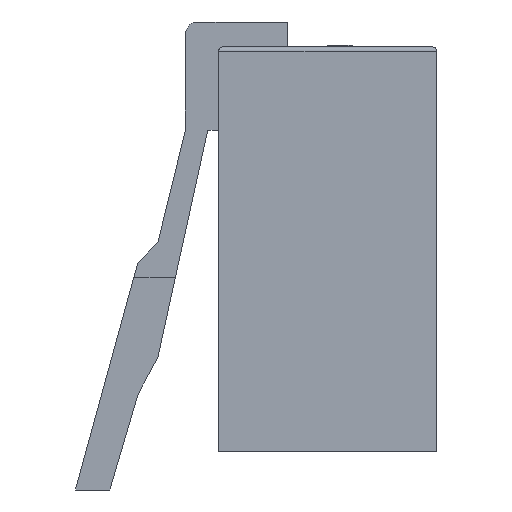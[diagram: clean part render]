
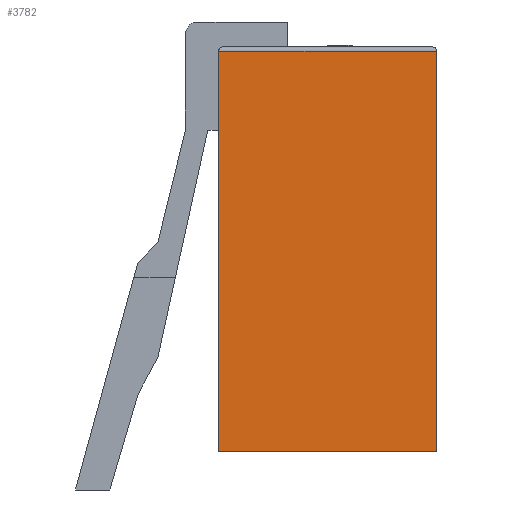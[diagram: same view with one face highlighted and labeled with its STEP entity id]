
A CAD part, left-side view. The second image highlights one B-rep face of the part: STEP entity #3782.
In plain terms, the highlighted planar face has unit normal (-1, 0, 0).
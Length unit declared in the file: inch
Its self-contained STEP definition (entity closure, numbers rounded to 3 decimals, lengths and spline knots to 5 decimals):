
#1673 = DIRECTION ( 'NONE',  ( 0., 1., 0. ) ) ;
#1674 = DIRECTION ( 'NONE',  ( 1., 0., 0. ) ) ;
#1675 = CARTESIAN_POINT ( 'NONE',  ( -0.1895, 0.131, 0.243 ) ) ;
#1676 = AXIS2_PLACEMENT_3D ( 'NONE', #1675, #1674, #1673 ) ;
#1677 = PLANE ( 'NONE',  #1676 ) ;
#1678 = FACE_OUTER_BOUND ( 'NONE', #3783, .T. ) ;
#1683 = DIRECTION ( 'NONE',  ( 0., 1., 0. ) ) ;
#1684 = VECTOR ( 'NONE', #1683, 39.37008 ) ;
#1685 = CARTESIAN_POINT ( 'NONE',  ( -0.1895, 0.131, 0.238 ) ) ;
#1686 = LINE ( 'NONE', #1685, #1684 ) ;
#1721 = DIRECTION ( 'NONE',  ( 0., -1., 0. ) ) ;
#1722 = VECTOR ( 'NONE', #1721, 39.37008 ) ;
#1723 = CARTESIAN_POINT ( 'NONE',  ( -0.1895, 0.131, -0.243 ) ) ;
#1724 = LINE ( 'NONE', #1723, #1722 ) ;
#2387 = EDGE_CURVE ( 'NONE', #2393, #2401, #4630, .T. ) ;
#2393 = VERTEX_POINT ( 'NONE', #4683 ) ;
#2401 = VERTEX_POINT ( 'NONE', #4664 ) ;
#2413 = EDGE_CURVE ( 'NONE', #2425, #2416, #4712, .T. ) ;
#2416 = VERTEX_POINT ( 'NONE', #4704 ) ;
#2425 = VERTEX_POINT ( 'NONE', #4689 ) ;
#3779 = EDGE_CURVE ( 'NONE', #2425, #2393, #1686, .T. ) ;
#3781 = ORIENTED_EDGE ( 'NONE', *, *, #2413, .F. ) ;
#3782 = ADVANCED_FACE ( 'NONE', ( #1678 ), #1677, .F. ) ;
#3783 = EDGE_LOOP ( 'NONE', ( #3781, #3787, #3785, #3792 ) ) ;
#3785 = ORIENTED_EDGE ( 'NONE', *, *, #2387, .T. ) ;
#3787 = ORIENTED_EDGE ( 'NONE', *, *, #3779, .T. ) ;
#3790 = EDGE_CURVE ( 'NONE', #2401, #2416, #1724, .T. ) ;
#3792 = ORIENTED_EDGE ( 'NONE', *, *, #3790, .T. ) ;
#4627 = DIRECTION ( 'NONE',  ( 0., 0., -1. ) ) ;
#4628 = VECTOR ( 'NONE', #4627, 39.37008 ) ;
#4629 = CARTESIAN_POINT ( 'NONE',  ( -0.1895, 0.131, 0.243 ) ) ;
#4630 = LINE ( 'NONE', #4629, #4628 ) ;
#4664 = CARTESIAN_POINT ( 'NONE',  ( -0.1895, 0.131, -0.243 ) ) ;
#4683 = CARTESIAN_POINT ( 'NONE',  ( -0.1895, 0.131, 0.238 ) ) ;
#4689 = CARTESIAN_POINT ( 'NONE',  ( -0.1895, -0.131, 0.238 ) ) ;
#4704 = CARTESIAN_POINT ( 'NONE',  ( -0.1895, -0.131, -0.243 ) ) ;
#4709 = DIRECTION ( 'NONE',  ( 0., 0., -1. ) ) ;
#4710 = VECTOR ( 'NONE', #4709, 39.37008 ) ;
#4711 = CARTESIAN_POINT ( 'NONE',  ( -0.1895, -0.131, 0.243 ) ) ;
#4712 = LINE ( 'NONE', #4711, #4710 ) ;
